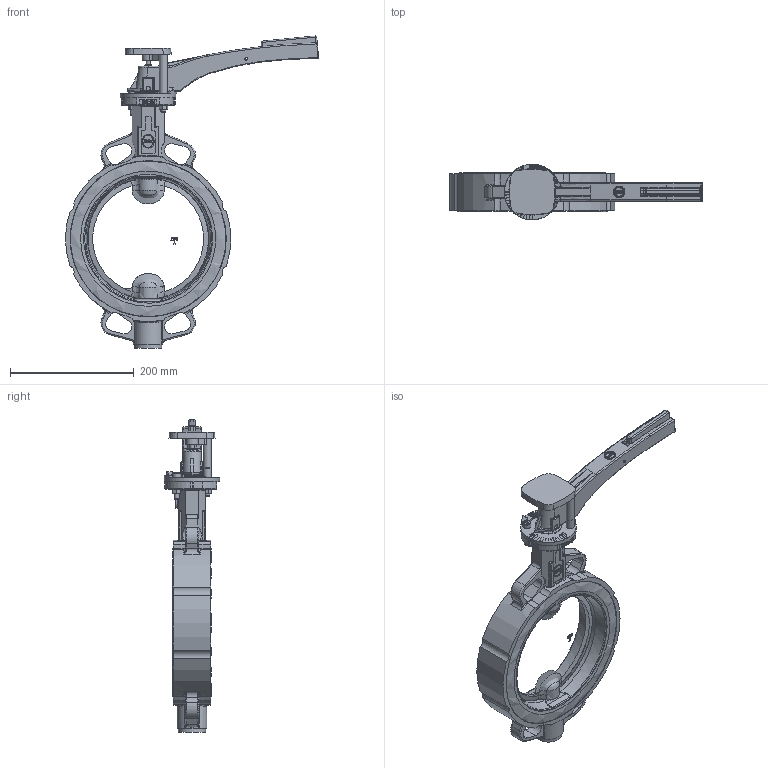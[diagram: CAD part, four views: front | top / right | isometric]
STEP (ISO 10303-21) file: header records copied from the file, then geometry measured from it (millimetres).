
FILE_DESCRIPTION((''),'2;1');
FILE_NAME('Z11Z-200-0008.stp','2009-01-28T11:56:02',('hellwig'),(''),'Autodesk Inventor 2008','Autodesk Inventor 2008','');
FILE_SCHEMA(('AUTOMOTIVE_DESIGN { 1 0 10303 214 1 1 1 1 }'));
Length unit declared in the file: millimetre
Products named in the file (1): Bauteil3
Bounding box: 409.91 x 90 x 505.37 mm (x, y, z)
Volume: 2318964.8 mm3; surface area: 443592.3 mm2
Topology: 14 solids, 18 shells, 2137 faces, 5532 edges, 3406 vertices
Faces by surface type: plane 658, cylinder 640, bspline 588, torus 121, cone 89, sphere 41
Full cylindrical faces by diameter (mm): 2 x1, 3 x1, 4 x3, 5 x2, 5.3 x1, 6 x2, 7 x2, 8 x5, 8.4 x2, 8.8 x1, 9.5 x2, 9.95 x1, 10 x1, 12 x1, 12.8 x1, 13 x2, 14 x2, 14.2 x1, 15 x1, 15.2 x1, 16 x1, 19 x1, 20.7 x3, 22 x8, 22.18 x3, 22.2 x1, 29.95 x3, 30 x1, 36 x1, 38 x1
Entity records: 99513 total; most frequent: CARTESIAN_POINT 49430, ORIENTED_EDGE 10394, DIRECTION 9237, EDGE_CURVE 5197, AXIS2_PLACEMENT_3D 3557, VERTEX_POINT 3322, EDGE_LOOP 2448, FACE_OUTER_BOUND 2132
